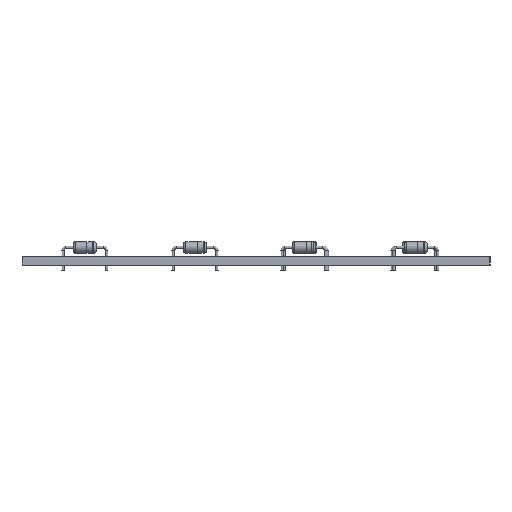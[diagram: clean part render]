
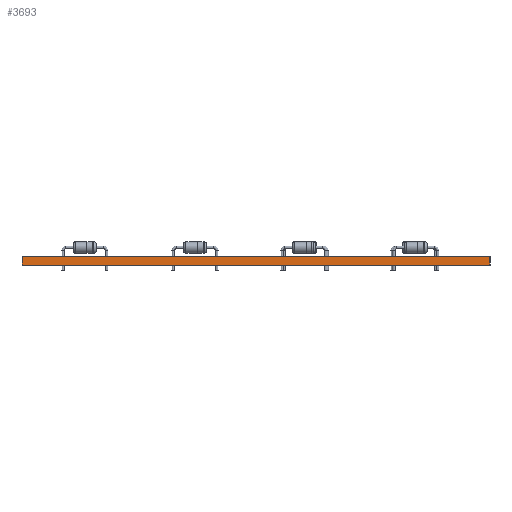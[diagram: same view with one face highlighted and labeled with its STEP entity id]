
A CAD part, left-side view. The second image highlights one B-rep face of the part: STEP entity #3693.
In plain terms, the highlighted planar face has unit normal (-1, 0, 0).
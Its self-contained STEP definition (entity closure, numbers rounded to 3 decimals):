
#652 = VERTEX_POINT('',#653);
#653 = CARTESIAN_POINT('',(63.551,-39.573,0.));
#659 = EDGE_CURVE('',#660,#652,#662,.T.);
#660 = VERTEX_POINT('',#661);
#661 = CARTESIAN_POINT('',(63.525,-121.463,0.));
#662 = LINE('',#663,#664);
#663 = CARTESIAN_POINT('',(63.525,-121.463,0.));
#664 = VECTOR('',#665,1.);
#665 = DIRECTION('',(0.,1.,0.));
#2159 = VERTEX_POINT('',#2160);
#2160 = CARTESIAN_POINT('',(63.551,-39.573,1.51));
#2166 = EDGE_CURVE('',#2167,#2159,#2169,.T.);
#2167 = VERTEX_POINT('',#2168);
#2168 = CARTESIAN_POINT('',(63.525,-121.463,1.51));
#2169 = LINE('',#2170,#2171);
#2170 = CARTESIAN_POINT('',(63.525,-121.463,1.51));
#2171 = VECTOR('',#2172,1.);
#2172 = DIRECTION('',(0.,1.,0.));
#3663 = EDGE_CURVE('',#652,#2159,#3664,.T.);
#3664 = LINE('',#3665,#3666);
#3665 = CARTESIAN_POINT('',(63.551,-39.573,0.));
#3666 = VECTOR('',#3667,1.);
#3667 = DIRECTION('',(0.,0.,1.));
#3693 = ADVANCED_FACE('',(#3694),#3705,.T.);
#3694 = FACE_BOUND('',#3695,.T.);
#3695 = EDGE_LOOP('',(#3696,#3702,#3703,#3704));
#3696 = ORIENTED_EDGE('',*,*,#3697,.T.);
#3697 = EDGE_CURVE('',#660,#2167,#3698,.T.);
#3698 = LINE('',#3699,#3700);
#3699 = CARTESIAN_POINT('',(63.525,-121.463,0.));
#3700 = VECTOR('',#3701,1.);
#3701 = DIRECTION('',(0.,0.,1.));
#3702 = ORIENTED_EDGE('',*,*,#2166,.T.);
#3703 = ORIENTED_EDGE('',*,*,#3663,.F.);
#3704 = ORIENTED_EDGE('',*,*,#659,.F.);
#3705 = PLANE('',#3706);
#3706 = AXIS2_PLACEMENT_3D('',#3707,#3708,#3709);
#3707 = CARTESIAN_POINT('',(63.525,-121.463,0.));
#3708 = DIRECTION('',(-1.,0.,0.));
#3709 = DIRECTION('',(0.,1.,0.));
